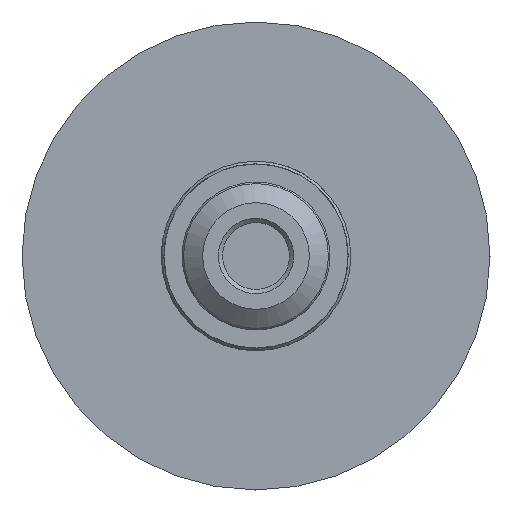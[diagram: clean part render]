
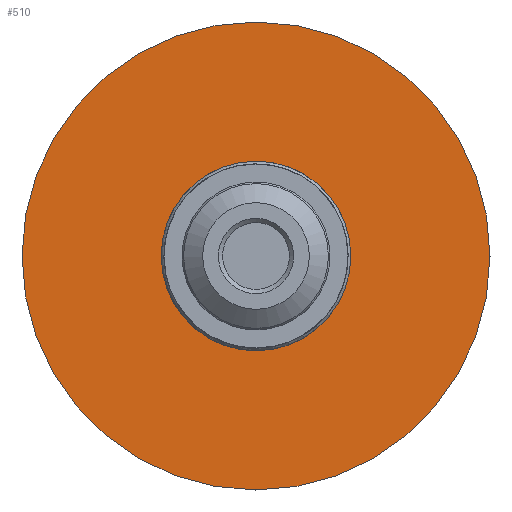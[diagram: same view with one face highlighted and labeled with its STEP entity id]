
A CAD part, front view. The second image highlights one B-rep face of the part: STEP entity #510.
In plain terms, the highlighted planar face has unit normal (0, -1, 0).
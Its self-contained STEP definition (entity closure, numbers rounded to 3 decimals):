
#42=FACE_BOUND('',#128,.T.);
#55=PLANE('',#605);
#84=FACE_OUTER_BOUND('',#127,.T.);
#127=EDGE_LOOP('',(#433));
#128=EDGE_LOOP('',(#434));
#218=CIRCLE('',#604,11.35);
#219=CIRCLE('',#606,28.);
#262=VERTEX_POINT('',#919);
#263=VERTEX_POINT('',#923);
#320=EDGE_CURVE('',#262,#262,#218,.T.);
#322=EDGE_CURVE('',#263,#263,#219,.T.);
#433=ORIENTED_EDGE('',*,*,#322,.F.);
#434=ORIENTED_EDGE('',*,*,#320,.T.);
#510=ADVANCED_FACE('',(#84,#42),#55,.T.);
#604=AXIS2_PLACEMENT_3D('',#920,#757,#758);
#605=AXIS2_PLACEMENT_3D('',#922,#760,#761);
#606=AXIS2_PLACEMENT_3D('',#924,#762,#763);
#757=DIRECTION('center_axis',(0.,1.,0.));
#758=DIRECTION('ref_axis',(0.984,0.,-0.176));
#760=DIRECTION('center_axis',(0.,-1.,0.));
#761=DIRECTION('ref_axis',(-0.176,0.,-0.984));
#762=DIRECTION('center_axis',(0.,1.,0.));
#763=DIRECTION('ref_axis',(0.984,0.,-0.176));
#919=CARTESIAN_POINT('',(11.172,0.,-2.002));
#920=CARTESIAN_POINT('Origin',(0.,0.,
0.));
#922=CARTESIAN_POINT('Origin',(-27.561,0.,4.94));
#923=CARTESIAN_POINT('',(27.561,0.,-4.94));
#924=CARTESIAN_POINT('Origin',(0.,0.,
0.));
